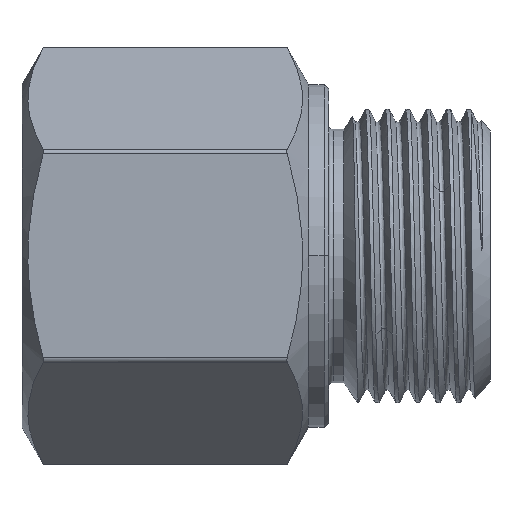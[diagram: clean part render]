
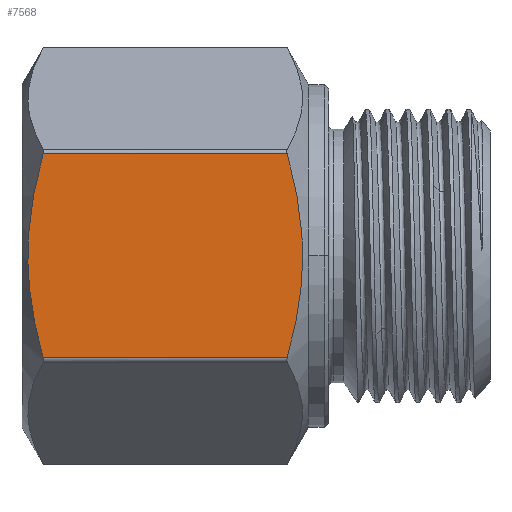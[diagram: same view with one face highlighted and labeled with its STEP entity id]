
A CAD part, top view. The second image highlights one B-rep face of the part: STEP entity #7568.
In plain terms, the highlighted planar face has unit normal (0, 0, 1).
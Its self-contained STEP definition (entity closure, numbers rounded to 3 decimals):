
#3555=DIRECTION('',(-1.,0.,0.));
#3556=VECTOR('',#3555,27.69);
#3557=CARTESIAN_POINT('',(30.095,11.547,20.6));
#3558=LINE('',#3557,#3556);
#3559=CARTESIAN_POINT('',(30.095,-11.547,20.6));
#3560=CARTESIAN_POINT('',(30.35,-10.643,20.6));
#3561=CARTESIAN_POINT('',(30.806,-8.864,20.6));
#3562=CARTESIAN_POINT('',(31.317,-6.31,20.6));
#3563=CARTESIAN_POINT('',(31.666,-3.782,20.6));
#3564=CARTESIAN_POINT('',(31.843,-1.261,20.6));
#3565=CARTESIAN_POINT('',(31.843,1.263,20.6));
#3566=CARTESIAN_POINT('',(31.665,3.784,20.6));
#3567=CARTESIAN_POINT('',(31.316,6.312,20.6));
#3568=CARTESIAN_POINT('',(30.806,8.864,20.6));
#3569=CARTESIAN_POINT('',(30.35,10.643,20.6));
#3570=CARTESIAN_POINT('',(30.095,11.547,20.6));
#3572=DIRECTION('',(-1.,0.,0.));
#3573=VECTOR('',#3572,27.69);
#3574=CARTESIAN_POINT('',(30.095,-11.547,20.6));
#3575=LINE('',#3574,#3573);
#3576=CARTESIAN_POINT('',(2.405,-11.547,20.6));
#3577=CARTESIAN_POINT('',(2.15,-10.643,20.6));
#3578=CARTESIAN_POINT('',(1.694,-8.864,20.6));
#3579=CARTESIAN_POINT('',(1.183,-6.31,20.6));
#3580=CARTESIAN_POINT('',(0.834,-3.782,20.6));
#3581=CARTESIAN_POINT('',(0.657,-1.261,20.6));
#3582=CARTESIAN_POINT('',(0.657,1.263,20.6));
#3583=CARTESIAN_POINT('',(0.835,3.784,20.6));
#3584=CARTESIAN_POINT('',(1.184,6.312,20.6));
#3585=CARTESIAN_POINT('',(1.694,8.864,20.6));
#3586=CARTESIAN_POINT('',(2.15,10.643,20.6));
#3587=CARTESIAN_POINT('',(2.405,11.547,20.6));
#3866=CARTESIAN_POINT('',(30.095,11.547,20.6));
#3867=CARTESIAN_POINT('',(2.405,11.547,20.6));
#3868=VERTEX_POINT('',#3866);
#3869=VERTEX_POINT('',#3867);
#3897=CARTESIAN_POINT('',(30.095,-11.547,20.6));
#3898=CARTESIAN_POINT('',(2.405,-11.547,20.6));
#3899=VERTEX_POINT('',#3897);
#3900=VERTEX_POINT('',#3898);
#7555=CARTESIAN_POINT('',(0.,11.893,20.6));
#7556=DIRECTION('',(0.,0.,1.));
#7557=DIRECTION('',(0.,-1.,0.));
#7558=AXIS2_PLACEMENT_3D('',#7555,#7556,#7557);
#7559=PLANE('',#7558);
#7560=ORIENTED_EDGE('',*,*,#7548,.F.);
#7561=ORIENTED_EDGE('',*,*,#7390,.F.);
#7563=ORIENTED_EDGE('',*,*,#7562,.T.);
#7565=ORIENTED_EDGE('',*,*,#7564,.T.);
#7566=EDGE_LOOP('',(#7560,#7561,#7563,#7565));
#7567=FACE_OUTER_BOUND('',#7566,.F.);
#3571=B_SPLINE_CURVE_WITH_KNOTS('',3,(#3559,#3560,#3561,#3562,#3563,#3564,#3565,
#3566,#3567,#3568,#3569,#3570),.UNSPECIFIED.,.F.,.F.,(4,1,1,1,1,1,1,1,1,4),
(0.,0.111,0.222,0.333,0.444,
0.556,0.667,0.778,0.889,1.),
.UNSPECIFIED.);
#3588=B_SPLINE_CURVE_WITH_KNOTS('',3,(#3576,#3577,#3578,#3579,#3580,#3581,#3582,
#3583,#3584,#3585,#3586,#3587),.UNSPECIFIED.,.F.,.F.,(4,1,1,1,1,1,1,1,1,4),
(0.,0.111,0.222,0.333,0.444,
0.556,0.667,0.778,0.889,1.),
.UNSPECIFIED.);
#7390=EDGE_CURVE('',#3899,#3868,#3571,.T.);
#7548=EDGE_CURVE('',#3868,#3869,#3558,.T.);
#7562=EDGE_CURVE('',#3899,#3900,#3575,.T.);
#7564=EDGE_CURVE('',#3900,#3869,#3588,.T.);
#7568=ADVANCED_FACE('',(#7567),#7559,.T.);
